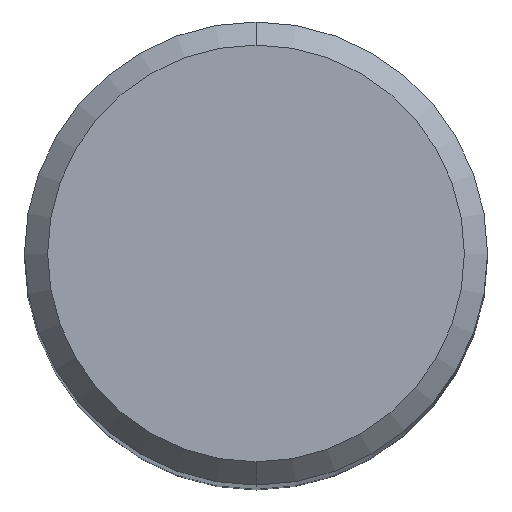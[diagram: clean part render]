
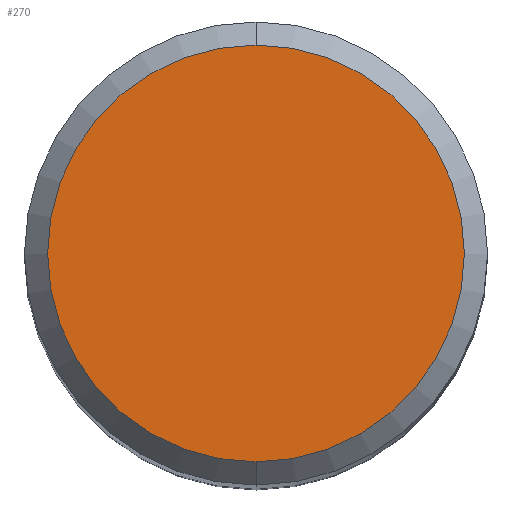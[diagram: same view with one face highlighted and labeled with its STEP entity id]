
A CAD part, top view. The second image highlights one B-rep face of the part: STEP entity #270.
In plain terms, the highlighted planar face has unit normal (0, 0, 1).
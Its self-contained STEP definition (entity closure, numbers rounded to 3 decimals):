
#212=EDGE_CURVE('',#446,#310,#518,.T.);
#270=ADVANCED_FACE('',(#585),#586,.T.);
#310=VERTEX_POINT('',#629);
#404=EDGE_CURVE('',#310,#446,#734,.T.);
#446=VERTEX_POINT('',#776);
#518=CIRCLE('',#925,4.5);
#585=FACE_OUTER_BOUND('',#1035,.T.);
#586=PLANE('',#1036);
#629=CARTESIAN_POINT('',(0.,-4.5,0.0));
#734=CIRCLE('',#1330,4.5);
#776=CARTESIAN_POINT('',(0.0,4.5,0.0));
#925=AXIS2_PLACEMENT_3D('',#1510,#1511,#1512);
#1035=EDGE_LOOP('',(#1594,#1595));
#1036=AXIS2_PLACEMENT_3D('',#1596,#1597,#1598);
#1330=AXIS2_PLACEMENT_3D('',#1762,#1763,#1764);
#1510=CARTESIAN_POINT('',(0.0,0.0,0.0));
#1511=DIRECTION('',(0.0,0.0,-1.0));
#1512=DIRECTION('',(0.0,1.0,0.0));
#1594=ORIENTED_EDGE('',*,*,#212,.F.);
#1595=ORIENTED_EDGE('',*,*,#404,.F.);
#1596=CARTESIAN_POINT('',(0.0,2.25,0.0));
#1597=DIRECTION('',(-0.0,0.0,1.0));
#1598=DIRECTION('',(0.0,-1.0,0.0));
#1762=CARTESIAN_POINT('',(0.0,0.0,0.0));
#1763=DIRECTION('',(0.0,0.0,-1.0));
#1764=DIRECTION('',(0.0,1.0,0.0));
